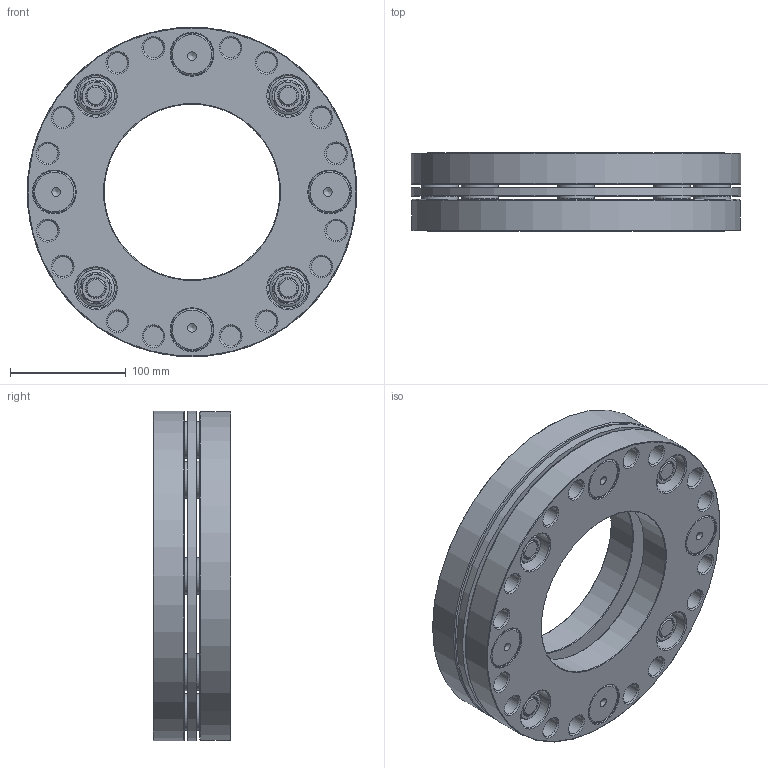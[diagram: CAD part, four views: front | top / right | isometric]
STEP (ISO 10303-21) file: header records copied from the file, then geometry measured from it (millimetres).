
FILE_DESCRIPTION(/* description */ ('Unknown'),/* implementation_level */ '2;1');
FILE_NAME(/* name */ 'HK80-170-00-00',/* time_stamp */ '2020-09-14T13:49:04+02:00',/* author */ ('Unknown'),/* organization */ ('Unknown'),/* preprocessor_version */ 'ST-DEVELOPER v16.7',/* originating_system */ 'Solid Edge',/* authorisation */ 'Unknown');
FILE_SCHEMA (('AUTOMOTIVE_DESIGN {1 0 10303 214 3 1 1}'));
Length unit declared in the file: millimetre
Products named in the file (1): Part10
Bounding box: 285 x 67.2 x 285 mm (x, y, z)
Volume: 2453566.2 mm3; surface area: 399795.4 mm2
Topology: 1 solids, 1 shells, 452 faces, 1062 edges, 656 vertices
Faces by surface type: cone 142, plane 142, cylinder 134, torus 34
Full cylindrical faces by diameter (mm): 17.294 x32, 32 x24, 35 x8, 36 x8, 37 x8, 152 x2, 180 x1, 285 x3
Entity records: 14253 total; most frequent: DIRECTION 2034, CARTESIAN_POINT 2021, ORIENTED_EDGE 1368, AXIS2_PLACEMENT_3D 945, FACE_BOUND 864, EDGE_LOOP 856, EDGE_CURVE 684, VERTEX_POINT 548
